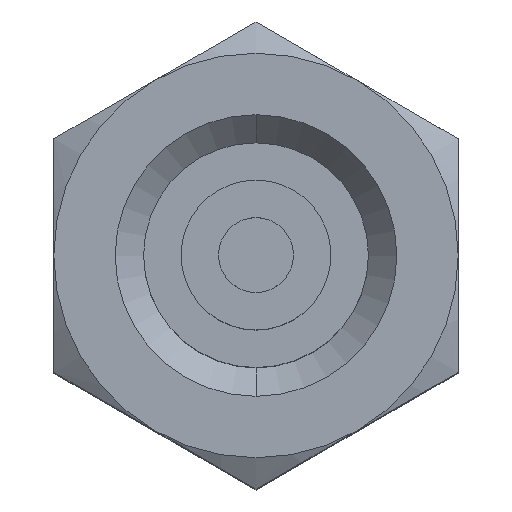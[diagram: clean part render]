
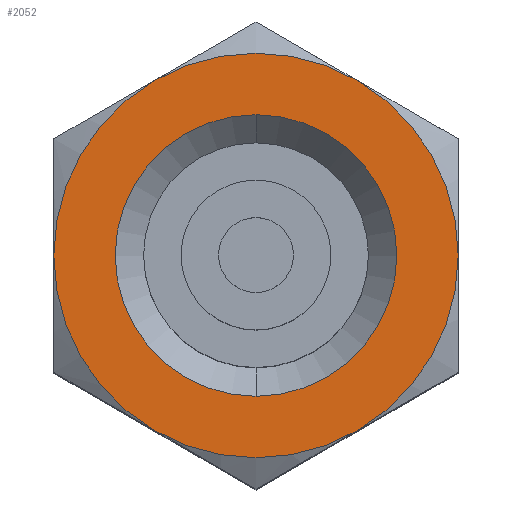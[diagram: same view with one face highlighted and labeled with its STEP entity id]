
A CAD part, top view. The second image highlights one B-rep face of the part: STEP entity #2052.
In plain terms, the highlighted planar face has unit normal (0, 0, 1).
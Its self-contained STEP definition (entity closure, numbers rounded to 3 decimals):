
#445=CARTESIAN_POINT('',(-2.7,0.,-3.378));
#467=CARTESIAN_POINT('',(-1.35,-2.338,
-3.378));
#469=CARTESIAN_POINT('',(0.,0.,-3.378));
#470=DIRECTION('',(0.,0.,1.));
#471=DIRECTION('',(-1.,0.,0.));
#472=AXIS2_PLACEMENT_3D('',#469,#470,#471);
#474=CARTESIAN_POINT('',(0.,0.,-3.378));
#475=DIRECTION('',(0.,0.,1.));
#476=DIRECTION('',(-0.5,0.866,0.));
#477=AXIS2_PLACEMENT_3D('',#474,#475,#476);
#479=CARTESIAN_POINT('',(0.,0.,-3.378));
#480=DIRECTION('',(0.,0.,1.));
#481=DIRECTION('',(0.,1.,0.));
#482=AXIS2_PLACEMENT_3D('',#479,#480,#481);
#484=CARTESIAN_POINT('',(0.,0.,-3.378));
#485=DIRECTION('',(0.,0.,1.));
#486=DIRECTION('',(0.5,0.866,0.));
#487=AXIS2_PLACEMENT_3D('',#484,#485,#486);
#489=CARTESIAN_POINT('',(0.,0.,-3.378));
#490=DIRECTION('',(0.,0.,1.));
#491=DIRECTION('',(1.,0.,0.));
#492=AXIS2_PLACEMENT_3D('',#489,#490,#491);
#494=CARTESIAN_POINT('',(0.,0.,-3.378));
#495=DIRECTION('',(0.,0.,1.));
#496=DIRECTION('',(0.5,-0.866,0.));
#497=AXIS2_PLACEMENT_3D('',#494,#495,#496);
#499=CARTESIAN_POINT('',(0.,0.,-3.378));
#500=DIRECTION('',(0.,0.,-1.));
#501=DIRECTION('',(0.,-1.,0.));
#502=AXIS2_PLACEMENT_3D('',#499,#500,#501);
#504=CARTESIAN_POINT('',(0.,0.,-3.378));
#505=DIRECTION('',(0.,0.,-1.));
#506=DIRECTION('',(0.,1.,0.));
#507=AXIS2_PLACEMENT_3D('',#504,#505,#506);
#519=CARTESIAN_POINT('',(1.35,-2.338,-3.378));
#533=CARTESIAN_POINT('',(0.,0.,-3.378));
#534=DIRECTION('',(0.,0.,1.));
#535=DIRECTION('',(-0.5,-0.866,0.));
#536=AXIS2_PLACEMENT_3D('',#533,#534,#535);
#538=CARTESIAN_POINT('',(-1.35,2.338,-3.378));
#562=CARTESIAN_POINT('',(1.35,2.338,-3.378));
#632=CARTESIAN_POINT('',(2.7,0.,-3.378));
#1215=CARTESIAN_POINT('',(0.,1.88,-3.378));
#1216=CARTESIAN_POINT('',(0.,-1.88,-3.378));
#1217=VERTEX_POINT('',#1215);
#1218=VERTEX_POINT('',#1216);
#1220=VERTEX_POINT('',#519);
#1221=VERTEX_POINT('',#538);
#1228=VERTEX_POINT('',#632);
#1238=VERTEX_POINT('',#445);
#1241=VERTEX_POINT('',#467);
#1246=VERTEX_POINT('',#562);
#1247=CARTESIAN_POINT('',(0.,2.7,-3.378));
#1248=VERTEX_POINT('',#1247);
#2026=CARTESIAN_POINT('',(0.,0.,-3.378));
#2027=DIRECTION('',(0.,0.,-1.));
#2028=DIRECTION('',(0.,-1.,0.));
#2029=AXIS2_PLACEMENT_3D('',#2026,#2027,#2028);
#2030=PLANE('',#2029);
#2032=ORIENTED_EDGE('',*,*,#2031,.F.);
#2033=ORIENTED_EDGE('',*,*,#2013,.F.);
#2035=ORIENTED_EDGE('',*,*,#2034,.F.);
#2037=ORIENTED_EDGE('',*,*,#2036,.F.);
#2039=ORIENTED_EDGE('',*,*,#2038,.F.);
#2041=ORIENTED_EDGE('',*,*,#2040,.F.);
#2043=ORIENTED_EDGE('',*,*,#2042,.F.);
#2044=EDGE_LOOP('',(#2032,#2033,#2035,#2037,#2039,#2041,#2043));
#2045=FACE_OUTER_BOUND('',#2044,.F.);
#2047=ORIENTED_EDGE('',*,*,#2046,.F.);
#2049=ORIENTED_EDGE('',*,*,#2048,.F.);
#2050=EDGE_LOOP('',(#2047,#2049));
#2051=FACE_BOUND('',#2050,.F.);
#2052=ADVANCED_FACE('',(#2045,#2051),#2030,.F.);
#473=CIRCLE('',#472,2.7);
#478=CIRCLE('',#477,2.7);
#483=CIRCLE('',#482,2.7);
#488=CIRCLE('',#487,2.7);
#493=CIRCLE('',#492,2.7);
#498=CIRCLE('',#497,2.7);
#503=CIRCLE('',#502,1.88);
#508=CIRCLE('',#507,1.88);
#537=CIRCLE('',#536,2.7);
#2013=EDGE_CURVE('',#1238,#1241,#473,.T.);
#2031=EDGE_CURVE('',#1241,#1220,#537,.T.);
#2034=EDGE_CURVE('',#1221,#1238,#478,.T.);
#2036=EDGE_CURVE('',#1248,#1221,#483,.T.);
#2038=EDGE_CURVE('',#1246,#1248,#488,.T.);
#2040=EDGE_CURVE('',#1228,#1246,#493,.T.);
#2042=EDGE_CURVE('',#1220,#1228,#498,.T.);
#2046=EDGE_CURVE('',#1218,#1217,#503,.T.);
#2048=EDGE_CURVE('',#1217,#1218,#508,.T.);
